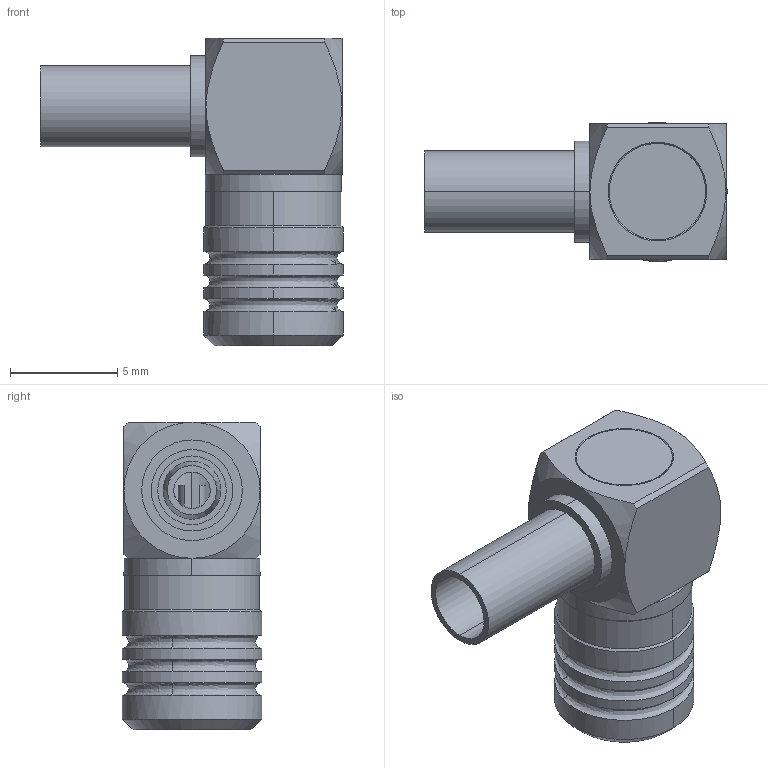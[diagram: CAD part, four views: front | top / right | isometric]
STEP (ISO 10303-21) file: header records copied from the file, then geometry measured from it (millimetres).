
FILE_DESCRIPTION (( 'STEP AP214' ), '1' );
FILE_NAME ('SC8846_3D.step', '2025-12-11T15:19:35', ( '' ), ( '' ), 'SwSTEP 2.0', 'SolidWorks 2025', '' );
FILE_SCHEMA (( 'AUTOMOTIVE_DESIGN' ));
Length unit declared in the file: inch
Products named in the file (1): SC8846_3D
Bounding box: 14.1 x 6.5 x 14.35 mm (x, y, z)
Volume: 422.3 mm3; surface area: 995.6 mm2
Topology: 1 solids, 1 shells, 207 faces, 567 edges, 365 vertices
Faces by surface type: plane 82, cylinder 72, cone 39, bspline 14
Entity records: 6979 total; most frequent: CARTESIAN_POINT 1616, DIRECTION 1158, ORIENTED_EDGE 1130, EDGE_CURVE 565, AXIS2_PLACEMENT_3D 453, VERTEX_POINT 365, CIRCLE 259, LINE 252
